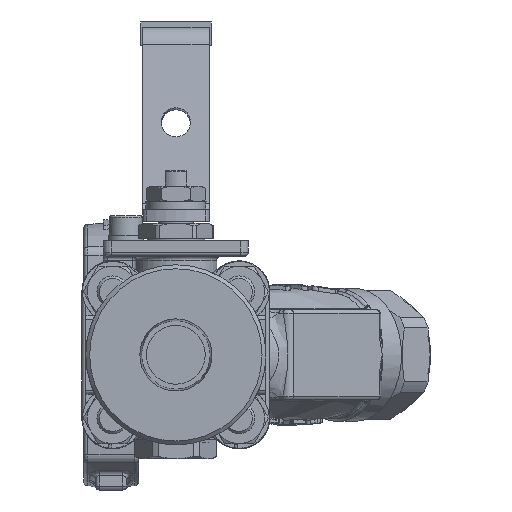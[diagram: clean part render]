
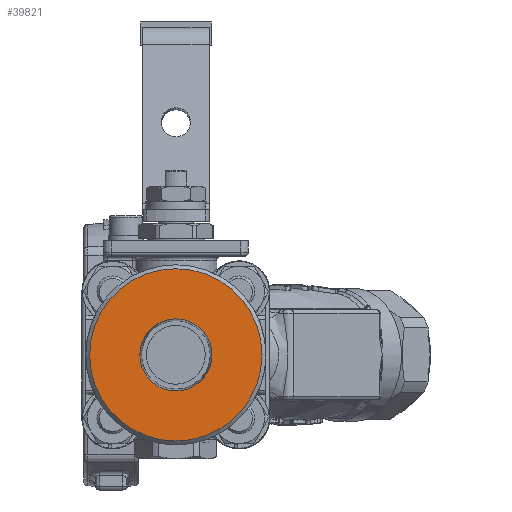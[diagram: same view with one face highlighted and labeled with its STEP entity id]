
A CAD part, left-side view. The second image highlights one B-rep face of the part: STEP entity #39821.
In plain terms, the highlighted planar face has unit normal (-1, 0, 0).
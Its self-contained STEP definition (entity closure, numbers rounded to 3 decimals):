
#3812=FACE_BOUND('',#9446,.T.);
#4681=PLANE('',#44204);
#6947=FACE_OUTER_BOUND('',#9445,.T.);
#9445=EDGE_LOOP('',(#36430));
#9446=EDGE_LOOP('',(#36431));
#15401=CIRCLE('',#44203,9.203);
#15402=CIRCLE('',#44205,22.);
#19031=VERTEX_POINT('',#84386);
#19032=VERTEX_POINT('',#84390);
#24853=EDGE_CURVE('',#19031,#19031,#15401,.T.);
#24855=EDGE_CURVE('',#19032,#19032,#15402,.T.);
#36430=ORIENTED_EDGE('',*,*,#24855,.F.);
#36431=ORIENTED_EDGE('',*,*,#24853,.T.);
#39821=ADVANCED_FACE('',(#6947,#3812),#4681,.T.);
#44203=AXIS2_PLACEMENT_3D('',#84387,#54780,#54781);
#44204=AXIS2_PLACEMENT_3D('',#84389,#54783,#54784);
#44205=AXIS2_PLACEMENT_3D('',#84391,#54785,#54786);
#54780=DIRECTION('center_axis',(1.,0.,0.));
#54781=DIRECTION('ref_axis',(0.,-1.,0.));
#54783=DIRECTION('center_axis',(-1.,0.,0.));
#54784=DIRECTION('ref_axis',(0.,-1.,0.));
#54785=DIRECTION('center_axis',(1.,0.,0.));
#54786=DIRECTION('ref_axis',(0.,1.,0.));
#84386=CARTESIAN_POINT('',(-250.036,28.036,-1.517));
#84387=CARTESIAN_POINT('Origin',(-250.036,18.833,-1.517));
#84389=CARTESIAN_POINT('Origin',(-250.036,18.833,-1.517));
#84390=CARTESIAN_POINT('',(-250.036,-3.167,-1.517));
#84391=CARTESIAN_POINT('Origin',(-250.036,18.833,-1.517));
